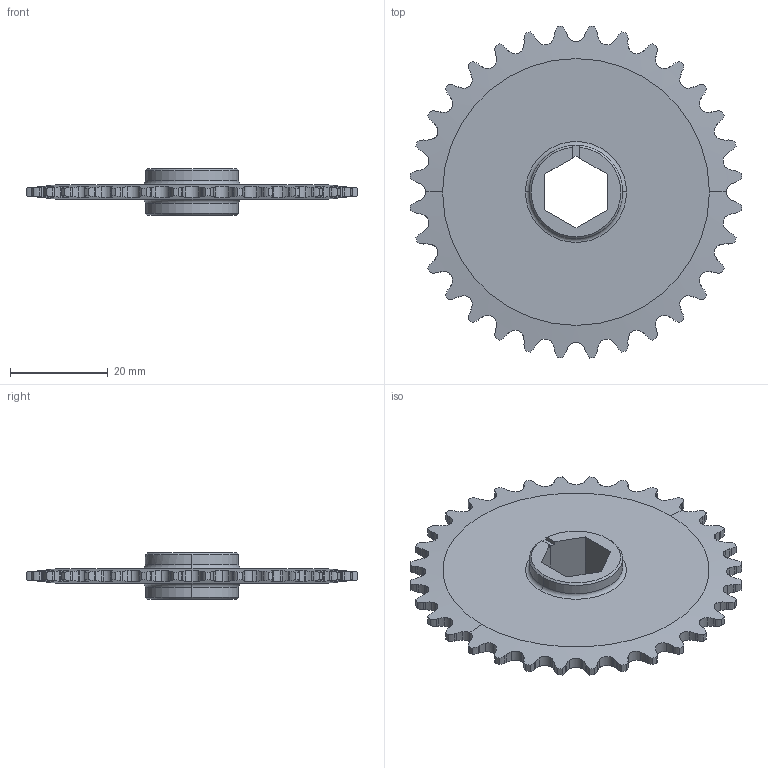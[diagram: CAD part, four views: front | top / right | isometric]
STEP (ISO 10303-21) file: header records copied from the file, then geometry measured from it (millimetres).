
FILE_DESCRIPTION (( 'STEP AP203' ), '1' );
FILE_NAME ('REV-21-2018.STEP', '2023-09-25T16:35:39', ( '' ), ( '' ), 'SwSTEP 2.0', 'SolidWorks 2022', '' );
FILE_SCHEMA (( 'CONFIG_CONTROL_DESIGN' ));
Length unit declared in the file: inch
Products named in the file (1): REV-21-2018
Bounding box: 67.85 x 67.85 x 9.53 mm (x, y, z)
Volume: 9770.4 mm3; surface area: 7607.6 mm2
Topology: 1 solids, 1 shells, 305 faces, 896 edges, 594 vertices
Faces by surface type: cylinder 215, plane 77, cone 9, torus 4
Entity records: 11422 total; most frequent: CARTESIAN_POINT 4114, ORIENTED_EDGE 1792, DIRECTION 1109, EDGE_CURVE 896, VERTEX_POINT 594, B_SPLINE_CURVE_WITH_KNOTS 490, AXIS2_PLACEMENT_3D 397, LINE 315
